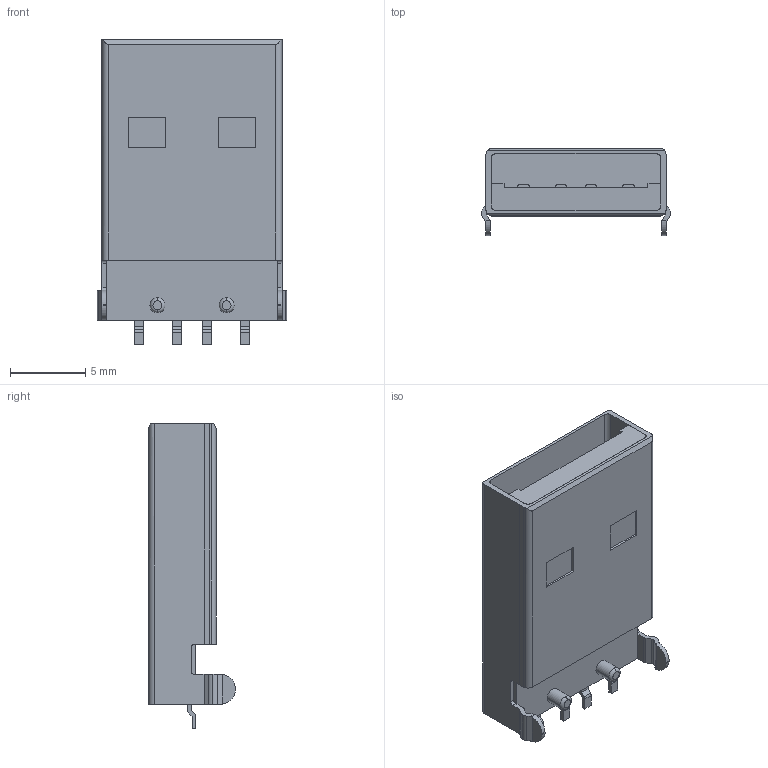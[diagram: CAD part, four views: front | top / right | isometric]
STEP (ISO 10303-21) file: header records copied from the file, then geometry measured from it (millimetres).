
FILE_DESCRIPTION(('STEP AP214'),'1');
FILE_NAME('14381.stp','2016-12-01T15:32:42',('TraceParts'),('TraceParts S.A.'),'Spatial InterOp 3D',' ',' ');
FILE_SCHEMA(('automotive_design'));
Length unit declared in the file: millimetre
Products named in the file (1): 1
Bounding box: 12.61 x 5.8 x 20.3 mm (x, y, z)
Volume: 592.2 mm3; surface area: 1149 mm2
Topology: 1 solids, 1 shells, 185 faces, 518 edges, 344 vertices
Faces by surface type: plane 117, cylinder 64, torus 4
Entity records: 11788 total; most frequent: CARTESIAN_POINT 1072, STYLED_ITEM 1047, PRESENTATION_STYLE_ASSIGNMENT 1047, COLOUR_RGB 1047, ORIENTED_EDGE 1036, DIRECTION 1028, EDGE_CURVE 518, CURVE_STYLE 518
